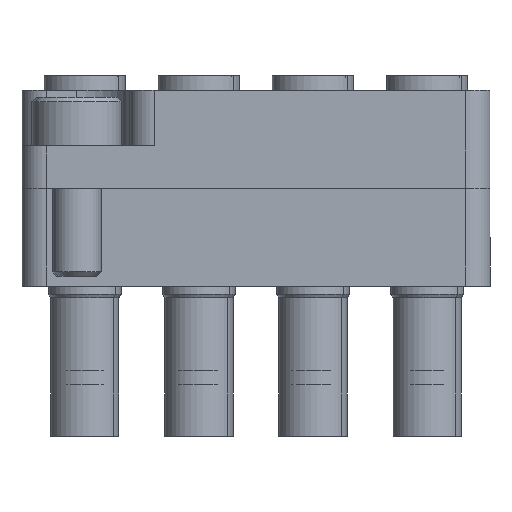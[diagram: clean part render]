
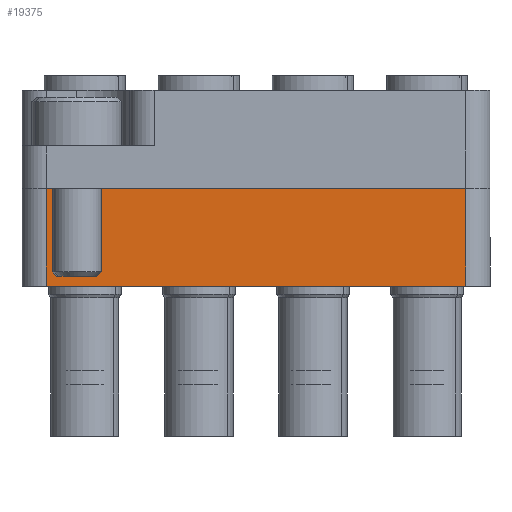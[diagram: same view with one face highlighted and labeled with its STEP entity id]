
A CAD part, front view. The second image highlights one B-rep face of the part: STEP entity #19375.
In plain terms, the highlighted face is planar.
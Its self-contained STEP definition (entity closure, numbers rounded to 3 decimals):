
#123 = EDGE_CURVE ( 'NONE', #9806, #592, #11025, .T. ) ;
#209 = ORIENTED_EDGE ( 'NONE', *, *, #2044, .F. ) ;
#557 = CARTESIAN_POINT ( 'NONE',  ( 22., -6., 14.35 ) ) ;
#592 = VERTEX_POINT ( 'NONE', #1749 ) ;
#1231 = VECTOR ( 'NONE', #2442, 1000. ) ;
#1749 = CARTESIAN_POINT ( 'NONE',  ( 22., 0., 12.85 ) ) ;
#2044 = EDGE_CURVE ( 'NONE', #15504, #13058, #20316, .T. ) ;
#2179 = ORIENTED_EDGE ( 'NONE', *, *, #123, .T. ) ;
#2442 = DIRECTION ( 'NONE',  ( 0., 0., 1. ) ) ;
#2742 = CARTESIAN_POINT ( 'NONE',  ( 22., -6., 12.85 ) ) ;
#2864 = CARTESIAN_POINT ( 'NONE',  ( 22., -6., 14.35 ) ) ;
#3575 = CARTESIAN_POINT ( 'NONE',  ( 22., 0., -12.85 ) ) ;
#4412 = CARTESIAN_POINT ( 'NONE',  ( 22., 0., 14.35 ) ) ;
#4764 = ORIENTED_EDGE ( 'NONE', *, *, #7024, .T. ) ;
#5919 = DIRECTION ( 'NONE',  ( 0., 0., 1. ) ) ;
#6437 = EDGE_LOOP ( 'NONE', ( #209, #11065, #2179, #4764 ) ) ;
#6982 = DIRECTION ( 'NONE',  ( -1., 0., 0. ) ) ;
#7024 = EDGE_CURVE ( 'NONE', #592, #13058, #17109, .T. ) ;
#8543 = PLANE ( 'NONE',  #15868 ) ;
#9157 = DIRECTION ( 'NONE',  ( 0., -1., 0. ) ) ;
#9806 = VERTEX_POINT ( 'NONE', #17978 ) ;
#9982 = DIRECTION ( 'NONE',  ( 0., 1., 0. ) ) ;
#11025 = LINE ( 'NONE', #4412, #1231 ) ;
#11065 = ORIENTED_EDGE ( 'NONE', *, *, #11625, .T. ) ;
#11544 = VECTOR ( 'NONE', #5919, 1000. ) ;
#11625 = EDGE_CURVE ( 'NONE', #15504, #9806, #14689, .T. ) ;
#11684 = FACE_OUTER_BOUND ( 'NONE', #6437, .T. ) ;
#11781 = DIRECTION ( 'NONE',  ( 0., 0., 1. ) ) ;
#13058 = VERTEX_POINT ( 'NONE', #17921 ) ;
#14689 = LINE ( 'NONE', #3575, #15181 ) ;
#15067 = CARTESIAN_POINT ( 'NONE',  ( 22., -6., -12.85 ) ) ;
#15181 = VECTOR ( 'NONE', #9982, 1000. ) ;
#15504 = VERTEX_POINT ( 'NONE', #15067 ) ;
#15868 = AXIS2_PLACEMENT_3D ( 'NONE', #557, #6982, #11781 ) ;
#17109 = LINE ( 'NONE', #2742, #19723 ) ;
#17921 = CARTESIAN_POINT ( 'NONE',  ( 22., -6., 12.85 ) ) ;
#17978 = CARTESIAN_POINT ( 'NONE',  ( 22., 0., -12.85 ) ) ;
#19375 = ADVANCED_FACE ( 'NONE', ( #11684 ), #8543, .F. ) ;
#19723 = VECTOR ( 'NONE', #9157, 1000. ) ;
#20316 = LINE ( 'NONE', #2864, #11544 ) ;
